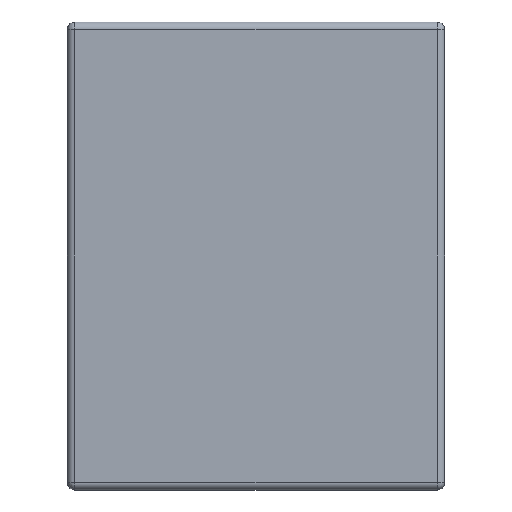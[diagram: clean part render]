
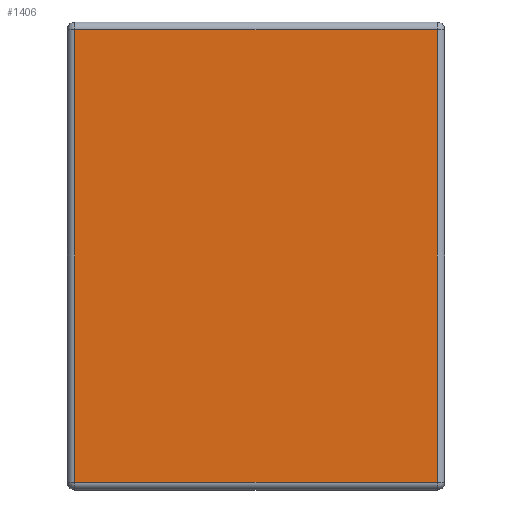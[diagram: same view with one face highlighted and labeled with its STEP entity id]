
A CAD part, left-side view. The second image highlights one B-rep face of the part: STEP entity #1406.
In plain terms, the highlighted planar face has unit normal (-1, 0, 0).
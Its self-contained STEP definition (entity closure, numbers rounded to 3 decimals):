
#40 = ORIENTED_EDGE ( 'NONE', *, *, #3577, .T. ) ;
#59 = DIRECTION ( 'NONE',  ( 0., 0., 1. ) ) ;
#272 = CARTESIAN_POINT ( 'NONE',  ( -1., -0.6, 0.025 ) ) ;
#318 = DIRECTION ( 'NONE',  ( -1., 0., 0. ) ) ;
#366 = FACE_OUTER_BOUND ( 'NONE', #2123, .T. ) ;
#739 = VERTEX_POINT ( 'NONE', #3491 ) ;
#810 = DIRECTION ( 'NONE',  ( 0., 0., -1. ) ) ;
#898 = PLANE ( 'NONE',  #2533 ) ;
#985 = CARTESIAN_POINT ( 'NONE',  ( -1., 0., 1.55 ) ) ;
#993 = VECTOR ( 'NONE', #810, 1000. ) ;
#1110 = LINE ( 'NONE', #2648, #993 ) ;
#1255 = LINE ( 'NONE', #3350, #1289 ) ;
#1289 = VECTOR ( 'NONE', #2491, 1000. ) ;
#1391 = VERTEX_POINT ( 'NONE', #3631 ) ;
#1406 = ADVANCED_FACE ( 'NONE', ( #366 ), #898, .T. ) ;
#1608 = VECTOR ( 'NONE', #2639, 1000. ) ;
#1704 = CARTESIAN_POINT ( 'NONE',  ( -1., -0.6, 1.55 ) ) ;
#1732 = LINE ( 'NONE', #2013, #1608 ) ;
#1867 = CARTESIAN_POINT ( 'NONE',  ( -1., 0.6, 1.525 ) ) ;
#2013 = CARTESIAN_POINT ( 'NONE',  ( -1., 0., 1.525 ) ) ;
#2092 = ORIENTED_EDGE ( 'NONE', *, *, #2837, .T. ) ;
#2123 = EDGE_LOOP ( 'NONE', ( #2092, #40, #3903, #2531 ) ) ;
#2457 = EDGE_CURVE ( 'NONE', #739, #3579, #1255, .T. ) ;
#2491 = DIRECTION ( 'NONE',  ( 0., -1., 0. ) ) ;
#2531 = ORIENTED_EDGE ( 'NONE', *, *, #3250, .T. ) ;
#2533 = AXIS2_PLACEMENT_3D ( 'NONE', #985, #318, #59 ) ;
#2639 = DIRECTION ( 'NONE',  ( 0., 1., 0. ) ) ;
#2648 = CARTESIAN_POINT ( 'NONE',  ( -1., 0.6, 0. ) ) ;
#2837 = EDGE_CURVE ( 'NONE', #1391, #3472, #1732, .T. ) ;
#3161 = DIRECTION ( 'NONE',  ( 0., 0., 1. ) ) ;
#3250 = EDGE_CURVE ( 'NONE', #3579, #1391, #3840, .T. ) ;
#3350 = CARTESIAN_POINT ( 'NONE',  ( -1., -0.625, 0.025 ) ) ;
#3472 = VERTEX_POINT ( 'NONE', #1867 ) ;
#3491 = CARTESIAN_POINT ( 'NONE',  ( -1., 0.6, 0.025 ) ) ;
#3555 = VECTOR ( 'NONE', #3161, 1000. ) ;
#3577 = EDGE_CURVE ( 'NONE', #3472, #739, #1110, .T. ) ;
#3579 = VERTEX_POINT ( 'NONE', #272 ) ;
#3631 = CARTESIAN_POINT ( 'NONE',  ( -1., -0.6, 1.525 ) ) ;
#3840 = LINE ( 'NONE', #1704, #3555 ) ;
#3903 = ORIENTED_EDGE ( 'NONE', *, *, #2457, .T. ) ;
